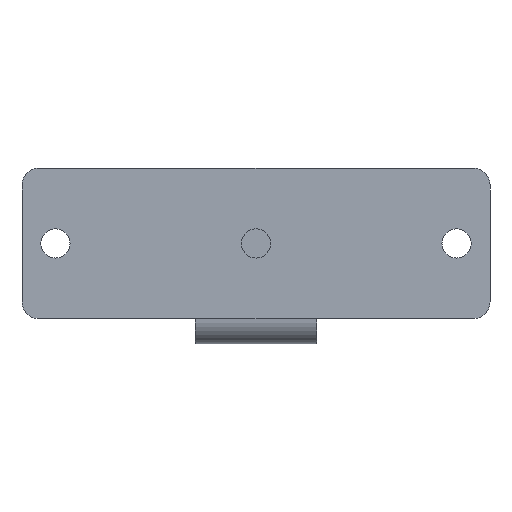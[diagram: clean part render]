
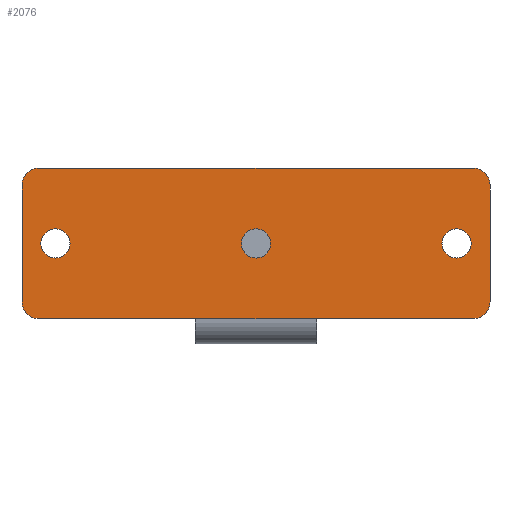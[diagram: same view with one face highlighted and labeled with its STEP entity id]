
A CAD part, front view. The second image highlights one B-rep face of the part: STEP entity #2076.
In plain terms, the highlighted planar face has unit normal (0, -1, 0).
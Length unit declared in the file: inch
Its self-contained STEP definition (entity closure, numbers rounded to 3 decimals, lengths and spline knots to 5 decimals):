
#67 = CARTESIAN_POINT ( 'NONE',  ( 3., 0., 0.21875 ) ) ;
#85 = CARTESIAN_POINT ( 'NONE',  ( 3.25, 0., -0.875 ) ) ;
#113 = LINE ( 'NONE', #1661, #428 ) ;
#175 = ORIENTED_EDGE ( 'NONE', *, *, #3127, .T. ) ;
#222 = EDGE_CURVE ( 'NONE', #1204, #1356, #3525, .T. ) ;
#237 = VERTEX_POINT ( 'NONE', #1735 ) ;
#253 = AXIS2_PLACEMENT_3D ( 'NONE', #3058, #3613, #1626 ) ;
#264 = CARTESIAN_POINT ( 'NONE',  ( -3.5, 0., -0.875 ) ) ;
#328 = EDGE_LOOP ( 'NONE', ( #2060, #710, #2716, #655, #3137, #3078, #2492, #3740 ) ) ;
#406 = DIRECTION ( 'NONE',  ( 0., 1., 0. ) ) ;
#419 = VERTEX_POINT ( 'NONE', #67 ) ;
#428 = VECTOR ( 'NONE', #1647, 39.37008 ) ;
#503 = EDGE_CURVE ( 'NONE', #3567, #887, #2144, .T. ) ;
#541 = DIRECTION ( 'NONE',  ( 0., 1., 0. ) ) ;
#542 = EDGE_CURVE ( 'NONE', #3209, #3597, #2445, .T. ) ;
#546 = CARTESIAN_POINT ( 'NONE',  ( 3., 0., 0. ) ) ;
#610 = VECTOR ( 'NONE', #3420, 39.37008 ) ;
#644 = EDGE_CURVE ( 'NONE', #1495, #419, #3077, .T. ) ;
#655 = ORIENTED_EDGE ( 'NONE', *, *, #2196, .F. ) ;
#683 = CIRCLE ( 'NONE', #3386, 0.25 ) ;
#689 = EDGE_CURVE ( 'NONE', #986, #3209, #3261, .T. ) ;
#696 = EDGE_CURVE ( 'NONE', #887, #3047, #683, .T. ) ;
#710 = ORIENTED_EDGE ( 'NONE', *, *, #689, .F. ) ;
#800 = DIRECTION ( 'NONE',  ( 0., 1., 0. ) ) ;
#819 = CARTESIAN_POINT ( 'NONE',  ( -3.25, 0., 1.125 ) ) ;
#866 = DIRECTION ( 'NONE',  ( 0., 0., 1. ) ) ;
#872 = CARTESIAN_POINT ( 'NONE',  ( -3.25, 0., -1.125 ) ) ;
#876 = CARTESIAN_POINT ( 'NONE',  ( 0., 0., -0.21875 ) ) ;
#887 = VERTEX_POINT ( 'NONE', #1440 ) ;
#899 = DIRECTION ( 'NONE',  ( 0., 1., 0. ) ) ;
#919 = CARTESIAN_POINT ( 'NONE',  ( 0., 0., 0. ) ) ;
#941 = VERTEX_POINT ( 'NONE', #876 ) ;
#964 = CARTESIAN_POINT ( 'NONE',  ( -3.25, 0., -0.875 ) ) ;
#986 = VERTEX_POINT ( 'NONE', #3530 ) ;
#1021 = ORIENTED_EDGE ( 'NONE', *, *, #222, .T. ) ;
#1040 = CARTESIAN_POINT ( 'NONE',  ( 3.5, 0., -0.875 ) ) ;
#1061 = AXIS2_PLACEMENT_3D ( 'NONE', #1128, #541, #866 ) ;
#1092 = CARTESIAN_POINT ( 'NONE',  ( -3.25, 0., 0.875 ) ) ;
#1096 = CARTESIAN_POINT ( 'NONE',  ( -3., 0., -0.21875 ) ) ;
#1116 = EDGE_LOOP ( 'NONE', ( #175, #2594 ) ) ;
#1128 = CARTESIAN_POINT ( 'NONE',  ( 3.25, 0., 0.875 ) ) ;
#1131 = FACE_BOUND ( 'NONE', #1116, .T. ) ;
#1187 = ORIENTED_EDGE ( 'NONE', *, *, #2755, .T. ) ;
#1204 = VERTEX_POINT ( 'NONE', #1096 ) ;
#1222 = AXIS2_PLACEMENT_3D ( 'NONE', #2586, #2562, #2852 ) ;
#1299 = CARTESIAN_POINT ( 'NONE',  ( -3., 0., 0. ) ) ;
#1308 = AXIS2_PLACEMENT_3D ( 'NONE', #964, #406, #2726 ) ;
#1334 = ORIENTED_EDGE ( 'NONE', *, *, #644, .T. ) ;
#1340 = EDGE_LOOP ( 'NONE', ( #1334, #1187 ) ) ;
#1356 = VERTEX_POINT ( 'NONE', #2295 ) ;
#1366 = CARTESIAN_POINT ( 'NONE',  ( 3.5, 0., 0.875 ) ) ;
#1389 = VERTEX_POINT ( 'NONE', #872 ) ;
#1415 = DIRECTION ( 'NONE',  ( 0., 1., 0. ) ) ;
#1418 = EDGE_LOOP ( 'NONE', ( #1021, #3381 ) ) ;
#1429 = LINE ( 'NONE', #3690, #610 ) ;
#1440 = CARTESIAN_POINT ( 'NONE',  ( 3.5, 0., -0.875 ) ) ;
#1495 = VERTEX_POINT ( 'NONE', #2675 ) ;
#1563 = AXIS2_PLACEMENT_3D ( 'NONE', #1092, #899, #3239 ) ;
#1626 = DIRECTION ( 'NONE',  ( 0., 0., 1. ) ) ;
#1647 = DIRECTION ( 'NONE',  ( -1., 0., 0. ) ) ;
#1655 = EDGE_CURVE ( 'NONE', #1356, #1204, #1915, .T. ) ;
#1661 = CARTESIAN_POINT ( 'NONE',  ( -3.25, 0., -1.125 ) ) ;
#1716 = DIRECTION ( 'NONE',  ( 0., 0., 1. ) ) ;
#1718 = PLANE ( 'NONE',  #2894 ) ;
#1735 = CARTESIAN_POINT ( 'NONE',  ( 3.25, 0., 1.125 ) ) ;
#1750 = CARTESIAN_POINT ( 'NONE',  ( 3.25, 0., -1.125 ) ) ;
#1818 = FACE_BOUND ( 'NONE', #1418, .T. ) ;
#1819 = EDGE_CURVE ( 'NONE', #237, #3567, #2344, .T. ) ;
#1915 = CIRCLE ( 'NONE', #2473, 0.21875 ) ;
#1982 = CIRCLE ( 'NONE', #3593, 0.21875 ) ;
#2043 = DIRECTION ( 'NONE',  ( 0., 1., 0. ) ) ;
#2060 = ORIENTED_EDGE ( 'NONE', *, *, #542, .F. ) ;
#2076 = ADVANCED_FACE ( 'NONE', ( #3252, #1818, #3427, #1131 ), #1718, .F. ) ;
#2144 = LINE ( 'NONE', #1040, #2947 ) ;
#2166 = DIRECTION ( 'NONE',  ( 0., 1., 0. ) ) ;
#2195 = CARTESIAN_POINT ( 'NONE',  ( 0., 0., 0.21875 ) ) ;
#2196 = EDGE_CURVE ( 'NONE', #3047, #1389, #113, .T. ) ;
#2266 = VECTOR ( 'NONE', #2558, 39.37008 ) ;
#2282 = VERTEX_POINT ( 'NONE', #2195 ) ;
#2295 = CARTESIAN_POINT ( 'NONE',  ( -3., 0., 0.21875 ) ) ;
#2344 = CIRCLE ( 'NONE', #1061, 0.25 ) ;
#2355 = EDGE_CURVE ( 'NONE', #3597, #237, #1429, .T. ) ;
#2445 = CIRCLE ( 'NONE', #1563, 0.25 ) ;
#2473 = AXIS2_PLACEMENT_3D ( 'NONE', #1299, #2166, #2776 ) ;
#2492 = ORIENTED_EDGE ( 'NONE', *, *, #1819, .F. ) ;
#2509 = CIRCLE ( 'NONE', #253, 0.21875 ) ;
#2558 = DIRECTION ( 'NONE',  ( 0., 0., 1. ) ) ;
#2562 = DIRECTION ( 'NONE',  ( 0., 1., 0. ) ) ;
#2586 = CARTESIAN_POINT ( 'NONE',  ( -3., 0., 0. ) ) ;
#2594 = ORIENTED_EDGE ( 'NONE', *, *, #3060, .T. ) ;
#2601 = CARTESIAN_POINT ( 'NONE',  ( 0., 0., 0. ) ) ;
#2613 = DIRECTION ( 'NONE',  ( 0., 0., 1. ) ) ;
#2647 = CIRCLE ( 'NONE', #1308, 0.25 ) ;
#2653 = CARTESIAN_POINT ( 'NONE',  ( -3.5, 0., 0.875 ) ) ;
#2675 = CARTESIAN_POINT ( 'NONE',  ( 3., 0., -0.21875 ) ) ;
#2700 = DIRECTION ( 'NONE',  ( 0., 1., 0. ) ) ;
#2716 = ORIENTED_EDGE ( 'NONE', *, *, #3289, .F. ) ;
#2726 = DIRECTION ( 'NONE',  ( 0., 0., 1. ) ) ;
#2737 = DIRECTION ( 'NONE',  ( 0., 0., 1. ) ) ;
#2755 = EDGE_CURVE ( 'NONE', #419, #1495, #2509, .T. ) ;
#2776 = DIRECTION ( 'NONE',  ( 0., 0., 1. ) ) ;
#2852 = DIRECTION ( 'NONE',  ( 0., 0., 1. ) ) ;
#2894 = AXIS2_PLACEMENT_3D ( 'NONE', #3416, #800, #3714 ) ;
#2947 = VECTOR ( 'NONE', #3335, 39.37008 ) ;
#3047 = VERTEX_POINT ( 'NONE', #1750 ) ;
#3058 = CARTESIAN_POINT ( 'NONE',  ( 3., 0., 0. ) ) ;
#3060 = EDGE_CURVE ( 'NONE', #2282, #941, #1982, .T. ) ;
#3077 = CIRCLE ( 'NONE', #3277, 0.21875 ) ;
#3078 = ORIENTED_EDGE ( 'NONE', *, *, #503, .F. ) ;
#3119 = AXIS2_PLACEMENT_3D ( 'NONE', #919, #2043, #2613 ) ;
#3127 = EDGE_CURVE ( 'NONE', #941, #2282, #3282, .T. ) ;
#3137 = ORIENTED_EDGE ( 'NONE', *, *, #696, .F. ) ;
#3209 = VERTEX_POINT ( 'NONE', #2653 ) ;
#3239 = DIRECTION ( 'NONE',  ( 0., 0., 1. ) ) ;
#3252 = FACE_OUTER_BOUND ( 'NONE', #328, .T. ) ;
#3261 = LINE ( 'NONE', #264, #2266 ) ;
#3277 = AXIS2_PLACEMENT_3D ( 'NONE', #546, #3722, #3408 ) ;
#3282 = CIRCLE ( 'NONE', #3119, 0.21875 ) ;
#3289 = EDGE_CURVE ( 'NONE', #1389, #986, #2647, .T. ) ;
#3335 = DIRECTION ( 'NONE',  ( 0., 0., -1. ) ) ;
#3381 = ORIENTED_EDGE ( 'NONE', *, *, #1655, .T. ) ;
#3386 = AXIS2_PLACEMENT_3D ( 'NONE', #85, #2700, #2737 ) ;
#3408 = DIRECTION ( 'NONE',  ( 0., 0., 1. ) ) ;
#3416 = CARTESIAN_POINT ( 'NONE',  ( -3.25, 0., 0.875 ) ) ;
#3420 = DIRECTION ( 'NONE',  ( 1., 0., 0. ) ) ;
#3427 = FACE_BOUND ( 'NONE', #1340, .T. ) ;
#3525 = CIRCLE ( 'NONE', #1222, 0.21875 ) ;
#3530 = CARTESIAN_POINT ( 'NONE',  ( -3.5, 0., -0.875 ) ) ;
#3567 = VERTEX_POINT ( 'NONE', #1366 ) ;
#3593 = AXIS2_PLACEMENT_3D ( 'NONE', #2601, #1415, #1716 ) ;
#3597 = VERTEX_POINT ( 'NONE', #819 ) ;
#3613 = DIRECTION ( 'NONE',  ( 0., 1., 0. ) ) ;
#3690 = CARTESIAN_POINT ( 'NONE',  ( -3.25, 0., 1.125 ) ) ;
#3714 = DIRECTION ( 'NONE',  ( 0., 0., 1. ) ) ;
#3722 = DIRECTION ( 'NONE',  ( 0., 1., 0. ) ) ;
#3740 = ORIENTED_EDGE ( 'NONE', *, *, #2355, .F. ) ;
